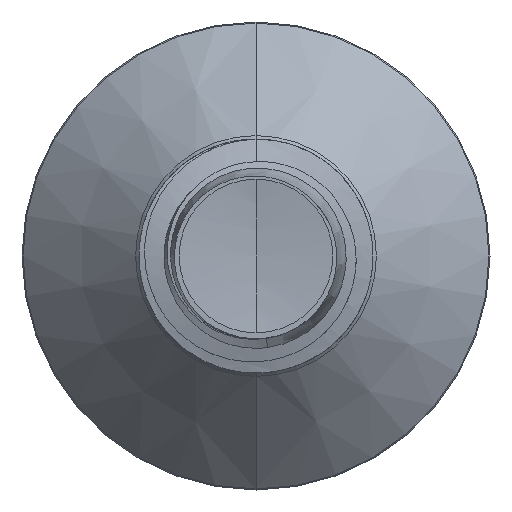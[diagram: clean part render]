
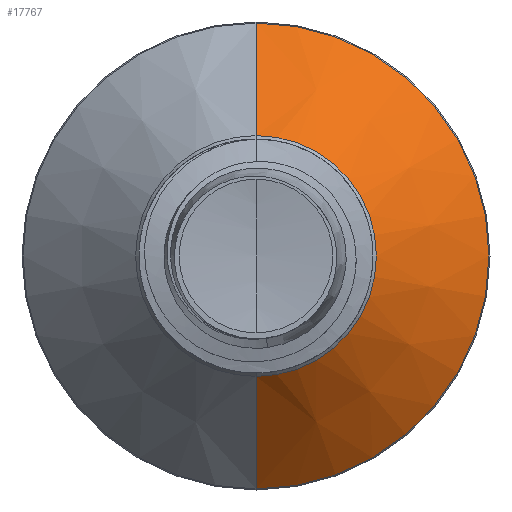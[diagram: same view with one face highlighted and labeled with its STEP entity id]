
A CAD part, front view. The second image highlights one B-rep face of the part: STEP entity #17767.
In plain terms, the highlighted conical face has half-angle 45 degrees and reference radius 3.088 mm.
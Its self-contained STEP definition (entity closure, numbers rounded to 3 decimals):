
#96 = EDGE_LOOP ( 'NONE', ( #282, #2884, #7738, #2179 ) ) ;
#282 = ORIENTED_EDGE ( 'NONE', *, *, #10418, .T. ) ;
#1603 = CONICAL_SURFACE ( 'NONE', #25612, 3.089, 0.785 ) ;
#2179 = ORIENTED_EDGE ( 'NONE', *, *, #12477, .F. ) ;
#2513 = CARTESIAN_POINT ( 'NONE',  ( 0., 13.739, -3.089 ) ) ;
#2601 = VECTOR ( 'NONE', #17950, 1000. ) ;
#2788 = EDGE_CURVE ( 'NONE', #3408, #5678, #8964, .T. ) ;
#2884 = ORIENTED_EDGE ( 'NONE', *, *, #5760, .T. ) ;
#2998 = DIRECTION ( 'NONE',  ( 0., 0.707, -0.707 ) ) ;
#3408 = VERTEX_POINT ( 'NONE', #5076 ) ;
#4889 = CARTESIAN_POINT ( 'NONE',  ( 0., 13.739, 0. ) ) ;
#5076 = CARTESIAN_POINT ( 'NONE',  ( 0., 16.624, 5.974 ) ) ;
#5447 = CIRCLE ( 'NONE', #21193, 3.089 ) ;
#5678 = VERTEX_POINT ( 'NONE', #24363 ) ;
#5760 = EDGE_CURVE ( 'NONE', #9420, #5678, #23965, .T. ) ;
#6205 = CARTESIAN_POINT ( 'NONE',  ( 0., 13.739, 3.089 ) ) ;
#7564 = FACE_OUTER_BOUND ( 'NONE', #96, .T. ) ;
#7738 = ORIENTED_EDGE ( 'NONE', *, *, #2788, .F. ) ;
#8349 = CARTESIAN_POINT ( 'NONE',  ( 0., 16.624, 0. ) ) ;
#8747 = DIRECTION ( 'NONE',  ( 0., 0., 1. ) ) ;
#8964 = CIRCLE ( 'NONE', #9812, 5.974 ) ;
#9420 = VERTEX_POINT ( 'NONE', #2513 ) ;
#9584 = DIRECTION ( 'NONE',  ( 0., 1., 0. ) ) ;
#9812 = AXIS2_PLACEMENT_3D ( 'NONE', #8349, #22082, #10289 ) ;
#10289 = DIRECTION ( 'NONE',  ( 0., 0., 1. ) ) ;
#10418 = EDGE_CURVE ( 'NONE', #18404, #9420, #5447, .T. ) ;
#11910 = CARTESIAN_POINT ( 'NONE',  ( 0., 13.739, 3.089 ) ) ;
#12477 = EDGE_CURVE ( 'NONE', #18404, #3408, #23611, .T. ) ;
#16718 = CARTESIAN_POINT ( 'NONE',  ( 0., 13.739, -3.089 ) ) ;
#17767 = ADVANCED_FACE ( 'NONE', ( #7564 ), #1603, .T. ) ;
#17950 = DIRECTION ( 'NONE',  ( 0., 0.707, 0.707 ) ) ;
#18404 = VERTEX_POINT ( 'NONE', #11910 ) ;
#18729 = VECTOR ( 'NONE', #2998, 1000. ) ;
#21193 = AXIS2_PLACEMENT_3D ( 'NONE', #21366, #9584, #23319 ) ;
#21366 = CARTESIAN_POINT ( 'NONE',  ( 0., 13.739, 0. ) ) ;
#22082 = DIRECTION ( 'NONE',  ( 0., 1., 0. ) ) ;
#22656 = DIRECTION ( 'NONE',  ( 0., 1., 0. ) ) ;
#23319 = DIRECTION ( 'NONE',  ( 0., 0., 1. ) ) ;
#23611 = LINE ( 'NONE', #6205, #2601 ) ;
#23965 = LINE ( 'NONE', #16718, #18729 ) ;
#24363 = CARTESIAN_POINT ( 'NONE',  ( 0., 16.624, -5.974 ) ) ;
#25612 = AXIS2_PLACEMENT_3D ( 'NONE', #4889, #22656, #8747 ) ;
